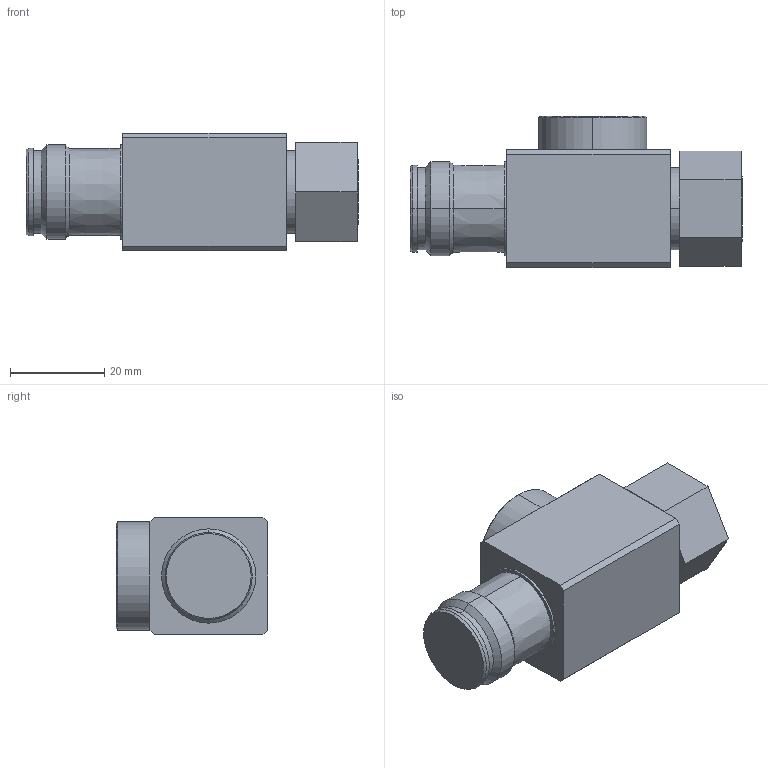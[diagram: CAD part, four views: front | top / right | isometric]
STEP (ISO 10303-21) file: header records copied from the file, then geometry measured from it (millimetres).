
FILE_DESCRIPTION (( 'STEP AP203' ), '1' );
FILE_NAME ('LP-538-M.STEP', '2021-01-12T06:48:56', ( 'Lenovo' ), ( 'Microsoft' ), 'SwSTEP 2.0', 'SolidWorks 2015', '' );
FILE_SCHEMA (( 'CONFIG_CONTROL_DESIGN' ));
Length unit declared in the file: millimetre
Products named in the file (1): LP-538-M
Bounding box: 70.5 x 32.1 x 25 mm (x, y, z)
Volume: 35889.2 mm3; surface area: 7785.4 mm2
Topology: 1 solids, 1 shells, 49 faces, 106 edges, 64 vertices
Faces by surface type: plane 23, cylinder 12, cone 12, torus 2
Entity records: 1395 total; most frequent: DIRECTION 244, CARTESIAN_POINT 220, ORIENTED_EDGE 212, EDGE_CURVE 106, AXIS2_PLACEMENT_3D 88, LINE 68, VECTOR 68, VERTEX_POINT 64
